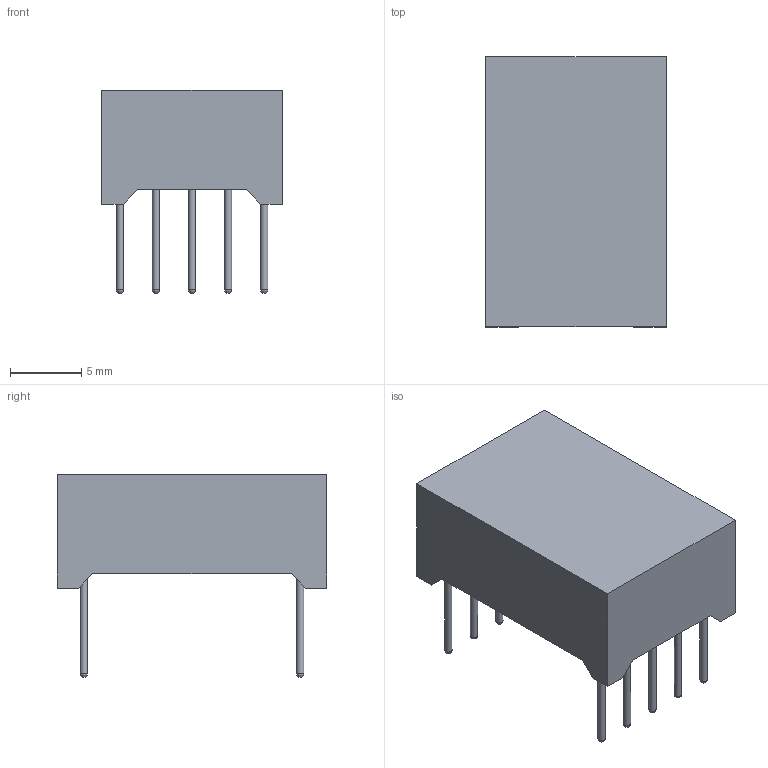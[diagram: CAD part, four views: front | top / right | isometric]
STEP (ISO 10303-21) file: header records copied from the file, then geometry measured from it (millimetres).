
FILE_DESCRIPTION(/* description */ (''),/* implementation_level */ '2;1');
FILE_NAME(/* name */ 'KYX-5101AS 7 segment common cathode LED.step',/* time_stamp */ '2020-09-12T07:39:56-07:00',/* author */ (''),/* organization */ (''),/* preprocessor_version */ 'ST-DEVELOPER v18.1',/* originating_system */ 'Autodesk Translation Framework v9.3.0.1241',/* authorisation */ '');
FILE_SCHEMA (('AUTOMOTIVE_DESIGN { 1 0 10303 214 3 1 1 }'));
Length unit declared in the file: millimetre
Products named in the file (1): 7 segment LED
Bounding box: 12.7 x 19 x 14.3 mm (x, y, z)
Volume: 1715 mm3; surface area: 1070.7 mm2
Topology: 11 solids, 11 shells, 78 faces, 160 edges, 104 vertices
Faces by surface type: plane 50, cylinder 18, bspline 10
Full cylindrical faces by diameter (mm): 0.51 x10
Entity records: 2327 total; most frequent: CARTESIAN_POINT 603, DIRECTION 360, ORIENTED_EDGE 320, EDGE_CURVE 160, AXIS2_PLACEMENT_3D 131, VERTEX_POINT 104, LINE 98, VECTOR 98
